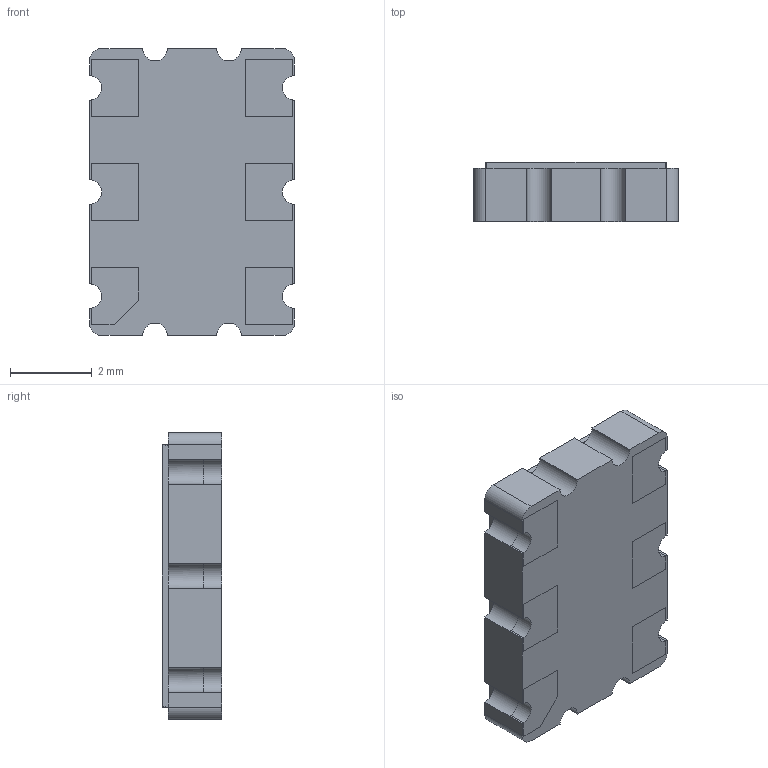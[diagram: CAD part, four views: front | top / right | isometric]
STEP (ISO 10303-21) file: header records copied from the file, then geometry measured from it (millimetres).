
FILE_DESCRIPTION (( 'STEP AP214' ), '1' );
FILE_NAME ('XLL736080.000000I.STEP', '2021-10-23T00:11:22', ( '' ), ( '' ), 'SwSTEP 2.0', 'SolidWorks 2017', '' );
FILE_SCHEMA (( 'AUTOMOTIVE_DESIGN' ));
Length unit declared in the file: millimetre
Products named in the file (1): XLL736080.000000I
Bounding box: 5 x 1.45 x 7 mm (x, y, z)
Volume: 47.8 mm3; surface area: 210.2 mm2
Topology: 10 solids, 10 shells, 140 faces, 360 edges, 240 vertices
Faces by surface type: plane 114, cylinder 26
Entity records: 4351 total; most frequent: CARTESIAN_POINT 741, ORIENTED_EDGE 720, DIRECTION 706, EDGE_CURVE 360, VECTOR 296, LINE 296, VERTEX_POINT 240, AXIS2_PLACEMENT_3D 205
